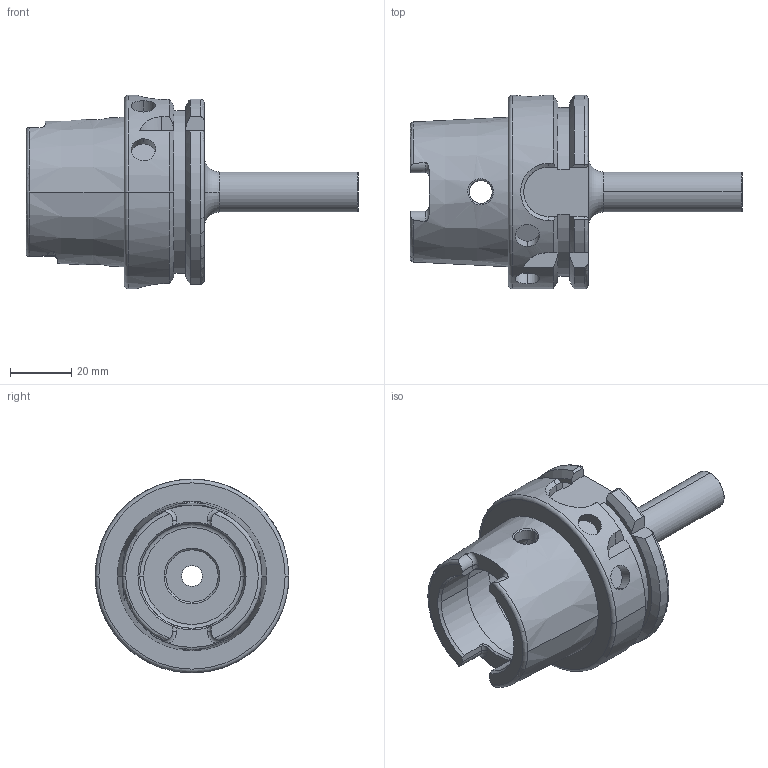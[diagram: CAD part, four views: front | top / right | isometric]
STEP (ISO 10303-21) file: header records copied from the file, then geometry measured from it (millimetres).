
FILE_DESCRIPTION (( 'STEP AP203' ), '1' );
FILE_NAME ('FWA063H-TMS08076.STEP', '2023-12-26T05:13:41', ( '' ), ( '' ), 'SwSTEP 2.0', 'SolidWorks 2023', '' );
FILE_SCHEMA (( 'CONFIG_CONTROL_DESIGN' ));
Length unit declared in the file: millimetre
Products named in the file (2): FWA063H-TMS08076; HSKA63TMS08076WW
Assembly tree (1 placements, depth 2):
  FWA063H-TMS08076
    HSKA63TMS08076WW
Bounding box: 108 x 63 x 63 mm (x, y, z)
Volume: 85785.2 mm3; surface area: 25443.6 mm2
Topology: 1 solids, 1 shells, 164 faces, 421 edges, 264 vertices
Faces by surface type: cylinder 51, plane 51, torus 25, cone 23, bspline 14
Entity records: 6619 total; most frequent: CARTESIAN_POINT 2590, ORIENTED_EDGE 838, DIRECTION 764, EDGE_CURVE 419, AXIS2_PLACEMENT_3D 309, VERTEX_POINT 264, EDGE_LOOP 177, ADVANCED_FACE 164
